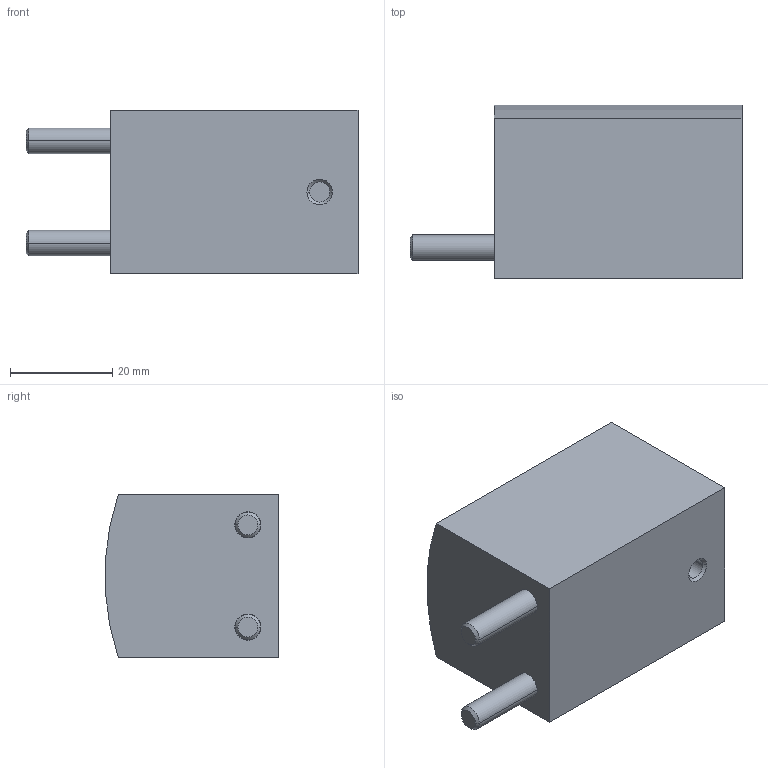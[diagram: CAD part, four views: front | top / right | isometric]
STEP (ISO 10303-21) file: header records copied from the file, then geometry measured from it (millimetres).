
FILE_DESCRIPTION(('STEP AP214'),'1');
FILE_NAME('halderv_eh_1990_117.stp','2018-06-12T10:13:24',('TraceParts'),('TraceParts S.A.'),'Spatial InterOp 3D',' ',' ');
FILE_SCHEMA(('automotive_design'));
Length unit declared in the file: millimetre
Products named in the file (3): halderv_eh_1990_117_1; halderv_eh_1990_117_2; halderv_eh_1990_117_3
Bounding box: 65 x 33.89 x 32 mm (x, y, z)
Volume: 51826.7 mm3; surface area: 12370.9 mm2
Topology: 3 solids, 3 shells, 57 faces, 128 edges, 84 vertices
Faces by surface type: plane 28, cylinder 19, cone 6, torus 4
Entity records: 2038 total; most frequent: DIRECTION 306, CARTESIAN_POINT 272, ORIENTED_EDGE 256, EDGE_CURVE 128, AXIS2_PLACEMENT_3D 118, VERTEX_POINT 84, LINE 70, VECTOR 70
